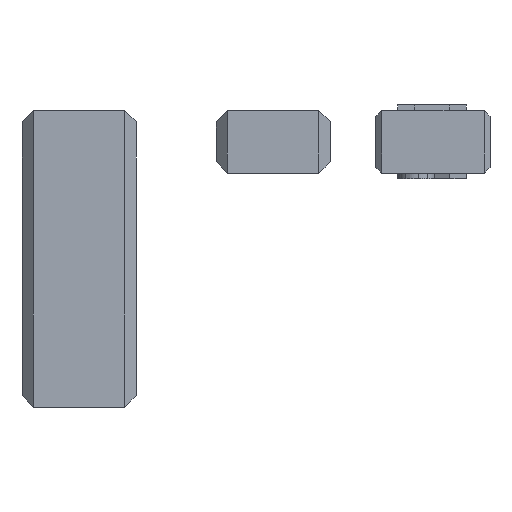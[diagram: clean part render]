
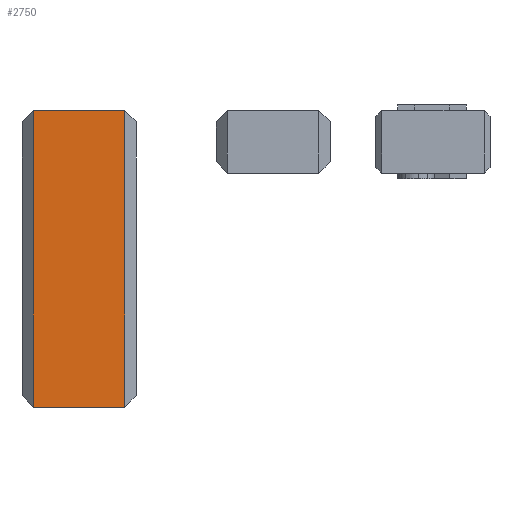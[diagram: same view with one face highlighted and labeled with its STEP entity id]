
A CAD part, left-side view. The second image highlights one B-rep face of the part: STEP entity #2750.
In plain terms, the highlighted planar face has unit normal (-1, 0, 0).
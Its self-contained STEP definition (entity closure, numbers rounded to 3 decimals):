
#246=FACE_OUTER_BOUND('',#412,.T.);
#412=EDGE_LOOP('',(#2417,#2418,#2419,#2420));
#687=LINE('',#4574,#1019);
#702=LINE('',#4606,#1034);
#705=LINE('',#4611,#1037);
#738=LINE('',#4675,#1070);
#1019=VECTOR('',#3363,10.);
#1034=VECTOR('',#3384,10.);
#1037=VECTOR('',#3389,10.);
#1070=VECTOR('',#3446,10.);
#1288=VERTEX_POINT('',#4566);
#1290=VERTEX_POINT('',#4572);
#1300=VERTEX_POINT('',#4596);
#1304=VERTEX_POINT('',#4605);
#1643=EDGE_CURVE('',#1290,#1288,#687,.T.);
#1658=EDGE_CURVE('',#1300,#1304,#702,.T.);
#1661=EDGE_CURVE('',#1300,#1288,#705,.T.);
#1694=EDGE_CURVE('',#1290,#1304,#738,.T.);
#2417=ORIENTED_EDGE('',*,*,#1658,.F.);
#2418=ORIENTED_EDGE('',*,*,#1661,.T.);
#2419=ORIENTED_EDGE('',*,*,#1643,.F.);
#2420=ORIENTED_EDGE('',*,*,#1694,.T.);
#2596=PLANE('',#2894);
#2750=ADVANCED_FACE('',(#246),#2596,.T.);
#2894=AXIS2_PLACEMENT_3D('',#4674,#3444,#3445);
#3363=DIRECTION('',(0.,0.,-1.));
#3384=DIRECTION('',(0.,0.,1.));
#3389=DIRECTION('',(0.,-1.,0.));
#3444=DIRECTION('center_axis',(-1.,0.,0.));
#3445=DIRECTION('ref_axis',(0.,0.,1.));
#3446=DIRECTION('',(0.,1.,0.));
#4566=CARTESIAN_POINT('',(-7.5,18.,-23.25));
#4572=CARTESIAN_POINT('',(-7.5,18.,2.75));
#4574=CARTESIAN_POINT('',(-7.5,18.,-1.375));
#4596=CARTESIAN_POINT('',(-7.5,26.,-23.25));
#4605=CARTESIAN_POINT('',(-7.5,26.,2.75));
#4606=CARTESIAN_POINT('',(-7.5,26.,-6.375));
#4611=CARTESIAN_POINT('',(-7.5,27.,-23.25));
#4674=CARTESIAN_POINT('Origin',(-7.5,17.,-2.75));
#4675=CARTESIAN_POINT('',(-7.5,17.,2.75));
